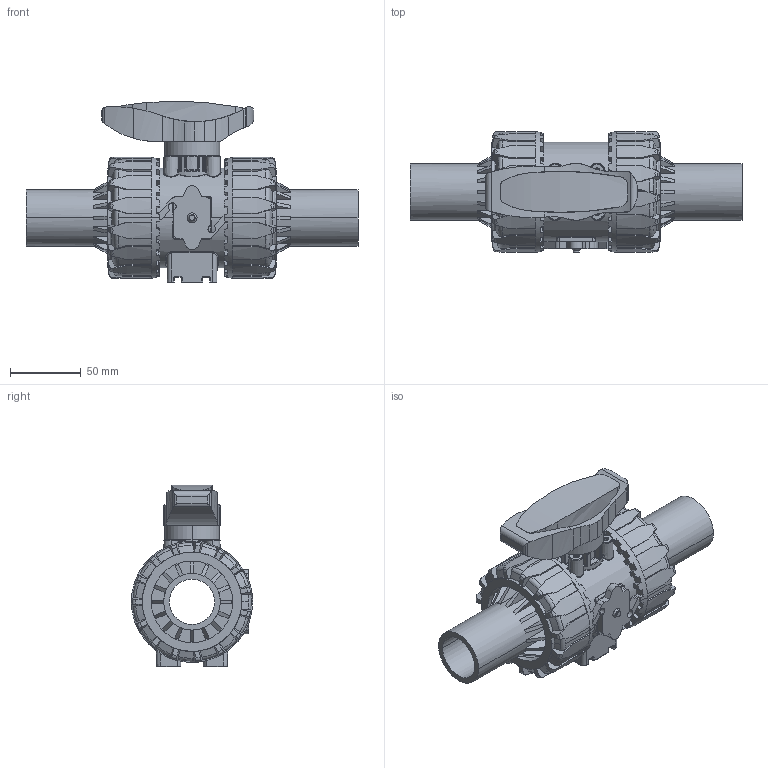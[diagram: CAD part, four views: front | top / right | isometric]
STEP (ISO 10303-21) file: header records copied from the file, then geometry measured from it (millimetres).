
FILE_DESCRIPTION(('STEP AP214'),'1');
FILE_NAME('vkdbm040f.stp','2018-03-06T12:26:21',('TraceParts'),('TraceParts S.A.'),'Spatial InterOp 3D',' ',' ');
FILE_SCHEMA(('automotive_design'));
Length unit declared in the file: millimetre
Products named in the file (7): vkdbm040f_1; vkdbm040f_2; vkdbm040f_3; vkdbm040f_4; vkdbm040f_5; vkdbm040f_6; vkdbm040f_7
Bounding box: 234.9 x 85.7 x 128.52 mm (x, y, z)
Volume: 639913.6 mm3; surface area: 158021 mm2
Topology: 7 solids, 7 shells, 1784 faces, 4768 edges, 2952 vertices
Faces by surface type: cylinder 663, plane 653, bspline 170, torus 126, cone 88, sphere 84
Entity records: 89569 total; most frequent: CARTESIAN_POINT 31047, DIRECTION 9556, ORIENTED_EDGE 9392, EDGE_CURVE 4696, AXIS2_PLACEMENT_3D 3862, VERTEX_POINT 2952, LINE 1832, VECTOR 1832
